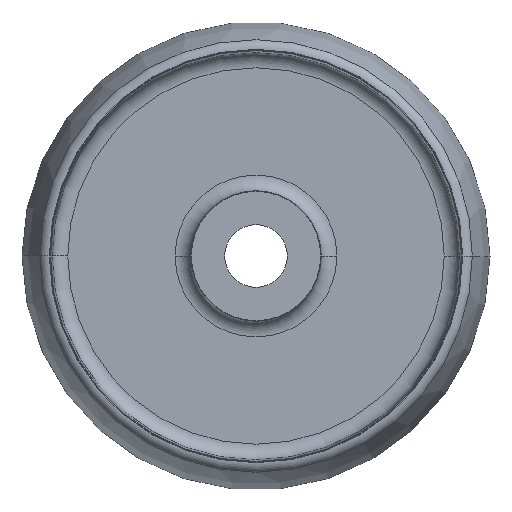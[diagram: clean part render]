
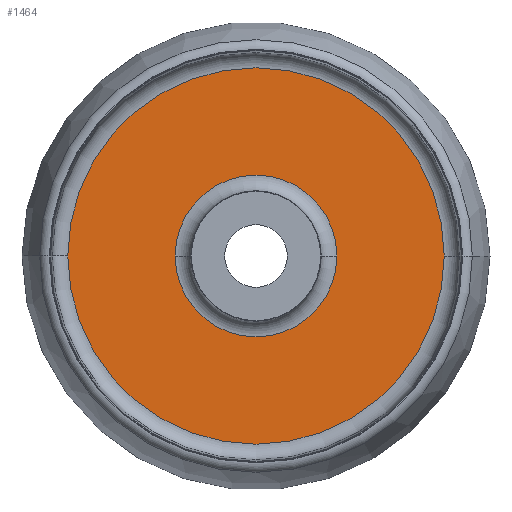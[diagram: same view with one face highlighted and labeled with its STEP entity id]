
A CAD part, left-side view. The second image highlights one B-rep face of the part: STEP entity #1464.
In plain terms, the highlighted planar face has unit normal (-1, 0, 0).
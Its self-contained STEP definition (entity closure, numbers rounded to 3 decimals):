
#32 = ORIENTED_EDGE ( 'NONE', *, *, #626, .T. ) ;
#84 = AXIS2_PLACEMENT_3D ( 'NONE', #483, #869, #473 ) ;
#90 = DIRECTION ( 'NONE',  ( -1., 0., 0. ) ) ;
#189 = FACE_BOUND ( 'NONE', #704, .T. ) ;
#216 = CIRCLE ( 'NONE', #84, 7.75 ) ;
#260 = EDGE_CURVE ( 'NONE', #412, #931, #939, .T. ) ;
#267 = ORIENTED_EDGE ( 'NONE', *, *, #1618, .T. ) ;
#312 = VERTEX_POINT ( 'NONE', #783 ) ;
#320 = CIRCLE ( 'NONE', #781, 18.037 ) ;
#327 = DIRECTION ( 'NONE',  ( -1., 0., 0. ) ) ;
#355 = AXIS2_PLACEMENT_3D ( 'NONE', #703, #924, #1198 ) ;
#395 = AXIS2_PLACEMENT_3D ( 'NONE', #734, #90, #1001 ) ;
#412 = VERTEX_POINT ( 'NONE', #849 ) ;
#450 = CARTESIAN_POINT ( 'NONE',  ( -1.25, 0., 0. ) ) ;
#453 = EDGE_CURVE ( 'NONE', #931, #412, #320, .T. ) ;
#473 = DIRECTION ( 'NONE',  ( 0., -1., 0. ) ) ;
#483 = CARTESIAN_POINT ( 'NONE',  ( -1.25, 0., 0. ) ) ;
#587 = DIRECTION ( 'NONE',  ( 0., -1., 0. ) ) ;
#626 = EDGE_CURVE ( 'NONE', #312, #1396, #216, .T. ) ;
#679 = ORIENTED_EDGE ( 'NONE', *, *, #453, .T. ) ;
#703 = CARTESIAN_POINT ( 'NONE',  ( -1.25, 19.5, 0. ) ) ;
#704 = EDGE_LOOP ( 'NONE', ( #267, #32 ) ) ;
#734 = CARTESIAN_POINT ( 'NONE',  ( -1.25, 0., 0. ) ) ;
#781 = AXIS2_PLACEMENT_3D ( 'NONE', #450, #327, #587 ) ;
#783 = CARTESIAN_POINT ( 'NONE',  ( -1.25, 7.75, 0. ) ) ;
#849 = CARTESIAN_POINT ( 'NONE',  ( -1.25, -18.037, 0. ) ) ;
#868 = CIRCLE ( 'NONE', #1511, 7.75 ) ;
#869 = DIRECTION ( 'NONE',  ( 1., 0., 0. ) ) ;
#884 = CARTESIAN_POINT ( 'NONE',  ( -1.25, -7.75, 0. ) ) ;
#924 = DIRECTION ( 'NONE',  ( -1., 0., 0. ) ) ;
#931 = VERTEX_POINT ( 'NONE', #1604 ) ;
#939 = CIRCLE ( 'NONE', #395, 18.037 ) ;
#945 = PLANE ( 'NONE',  #355 ) ;
#1001 = DIRECTION ( 'NONE',  ( 0., -1., 0. ) ) ;
#1017 = ORIENTED_EDGE ( 'NONE', *, *, #260, .T. ) ;
#1198 = DIRECTION ( 'NONE',  ( 0., -1., 0. ) ) ;
#1217 = EDGE_LOOP ( 'NONE', ( #1017, #679 ) ) ;
#1357 = CARTESIAN_POINT ( 'NONE',  ( -1.25, 0., 0. ) ) ;
#1365 = DIRECTION ( 'NONE',  ( 1., 0., 0. ) ) ;
#1396 = VERTEX_POINT ( 'NONE', #884 ) ;
#1429 = FACE_OUTER_BOUND ( 'NONE', #1217, .T. ) ;
#1464 = ADVANCED_FACE ( 'NONE', ( #1429, #189 ), #945, .T. ) ;
#1475 = DIRECTION ( 'NONE',  ( 0., -1., 0. ) ) ;
#1511 = AXIS2_PLACEMENT_3D ( 'NONE', #1357, #1365, #1475 ) ;
#1604 = CARTESIAN_POINT ( 'NONE',  ( -1.25, 18.037, 0. ) ) ;
#1618 = EDGE_CURVE ( 'NONE', #1396, #312, #868, .T. ) ;
